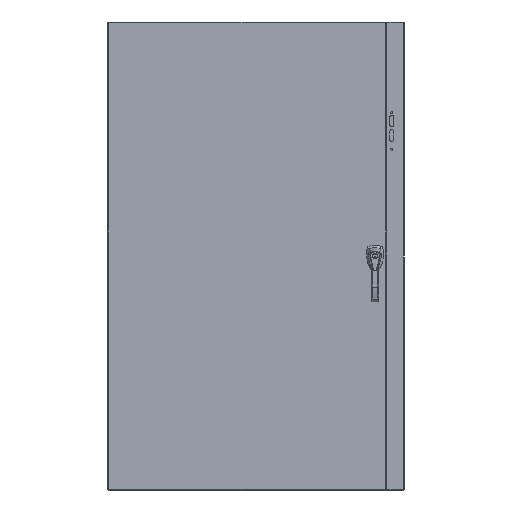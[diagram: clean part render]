
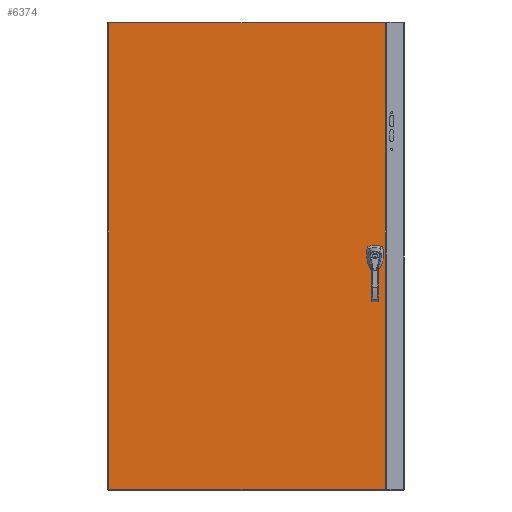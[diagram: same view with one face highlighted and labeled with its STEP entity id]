
A CAD part, front view. The second image highlights one B-rep face of the part: STEP entity #6374.
In plain terms, the highlighted planar face has unit normal (0, -1, 0).
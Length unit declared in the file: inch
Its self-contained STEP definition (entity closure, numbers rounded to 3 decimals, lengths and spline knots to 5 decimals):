
#812 = DIRECTION ( 'NONE',  ( 0., 0., -1. ) ) ;
#853 = EDGE_LOOP ( 'NONE', ( #74005, #66303, #74677, #72766, #30402, #113933, #86805, #23783 ) ) ;
#974 = CARTESIAN_POINT ( 'NONE',  ( 14.8585, -12.837, -0.2315 ) ) ;
#1507 = DIRECTION ( 'NONE',  ( 0., -1., 0. ) ) ;
#1750 = EDGE_CURVE ( 'NONE', #36932, #35261, #80353, .T. ) ;
#3524 = VERTEX_POINT ( 'NONE', #87486 ) ;
#6374 = ADVANCED_FACE ( 'NONE', ( #100745, #107168, #65282 ), #98463, .T. ) ;
#8039 = EDGE_CURVE ( 'NONE', #33660, #101838, #56085, .T. ) ;
#9083 = DIRECTION ( 'NONE',  ( 0., 0., 1. ) ) ;
#9348 = EDGE_CURVE ( 'NONE', #35261, #69941, #100805, .T. ) ;
#10148 = EDGE_LOOP ( 'NONE', ( #99713, #50553, #18562, #74582 ) ) ;
#10953 = VECTOR ( 'NONE', #63715, 39.37008 ) ;
#11944 = EDGE_CURVE ( 'NONE', #56581, #14436, #96219, .T. ) ;
#11964 = VERTEX_POINT ( 'NONE', #974 ) ;
#14436 = VERTEX_POINT ( 'NONE', #114248 ) ;
#15068 = AXIS2_PLACEMENT_3D ( 'NONE', #43091, #63388, #97118 ) ;
#16865 = CARTESIAN_POINT ( 'NONE',  ( 15.485, -12.837, 0.395 ) ) ;
#18562 = ORIENTED_EDGE ( 'NONE', *, *, #34481, .T. ) ;
#18880 = DIRECTION ( 'NONE',  ( 0., 0., -1. ) ) ;
#20752 = CARTESIAN_POINT ( 'NONE',  ( -18.888, -12.837, -29.877 ) ) ;
#21378 = EDGE_LOOP ( 'NONE', ( #23555 ) ) ;
#21455 = CARTESIAN_POINT ( 'NONE',  ( 15.485, -12.837, 0.395 ) ) ;
#22217 = CARTESIAN_POINT ( 'NONE',  ( 15.023, -12.837, -0.396 ) ) ;
#22563 = LINE ( 'NONE', #58009, #81563 ) ;
#23555 = ORIENTED_EDGE ( 'NONE', *, *, #93499, .T. ) ;
#23783 = ORIENTED_EDGE ( 'NONE', *, *, #76128, .T. ) ;
#27979 = VERTEX_POINT ( 'NONE', #22217 ) ;
#30402 = ORIENTED_EDGE ( 'NONE', *, *, #1750, .T. ) ;
#31123 = LINE ( 'NONE', #64816, #41992 ) ;
#31816 = CARTESIAN_POINT ( 'NONE',  ( 16.5835, -12.837, 29.876 ) ) ;
#31863 = DIRECTION ( 'NONE',  ( 0., 0., -1. ) ) ;
#32155 = LINE ( 'NONE', #69830, #45663 ) ;
#33660 = VERTEX_POINT ( 'NONE', #56347 ) ;
#34481 = EDGE_CURVE ( 'NONE', #14436, #70789, #22563, .T. ) ;
#34623 = CARTESIAN_POINT ( 'NONE',  ( -18.888, -12.837, 29.876 ) ) ;
#35261 = VERTEX_POINT ( 'NONE', #61726 ) ;
#36932 = VERTEX_POINT ( 'NONE', #51534 ) ;
#41992 = VECTOR ( 'NONE', #66524, 39.37008 ) ;
#43091 = CARTESIAN_POINT ( 'NONE',  ( 15.254, -12.837, -1.3385 ) ) ;
#43256 = VECTOR ( 'NONE', #56692, 39.37008 ) ;
#45599 = CARTESIAN_POINT ( 'NONE',  ( -18.888, -12.837, -29.877 ) ) ;
#45663 = VECTOR ( 'NONE', #76313, 39.37008 ) ;
#46127 = CARTESIAN_POINT ( 'NONE',  ( 14.8585, -12.837, 0.2305 ) ) ;
#47359 = EDGE_CURVE ( 'NONE', #70789, #93593, #31123, .T. ) ;
#48792 = DIRECTION ( 'NONE',  ( 0.707, 0., -0.707 ) ) ;
#50553 = ORIENTED_EDGE ( 'NONE', *, *, #11944, .T. ) ;
#51495 = EDGE_CURVE ( 'NONE', #101838, #3524, #53477, .T. ) ;
#51534 = CARTESIAN_POINT ( 'NONE',  ( 15.6495, -12.837, 0.2305 ) ) ;
#53247 = CARTESIAN_POINT ( 'NONE',  ( 15.485, -12.837, -0.396 ) ) ;
#53477 = LINE ( 'NONE', #16865, #90843 ) ;
#54225 = CARTESIAN_POINT ( 'NONE',  ( 15.6495, -12.837, -0.2315 ) ) ;
#56085 = LINE ( 'NONE', #100220, #74868 ) ;
#56347 = CARTESIAN_POINT ( 'NONE',  ( 14.8585, -12.837, 0.2305 ) ) ;
#56581 = VERTEX_POINT ( 'NONE', #31816 ) ;
#56671 = DIRECTION ( 'NONE',  ( 0.707, 0., 0.707 ) ) ;
#56692 = DIRECTION ( 'NONE',  ( -0.707, 0., -0.707 ) ) ;
#58009 = CARTESIAN_POINT ( 'NONE',  ( -18.888, -12.837, -29.877 ) ) ;
#61726 = CARTESIAN_POINT ( 'NONE',  ( 15.6495, -12.837, -0.2315 ) ) ;
#62455 = LINE ( 'NONE', #106045, #83545 ) ;
#63388 = DIRECTION ( 'NONE',  ( 0., 1., 0. ) ) ;
#63715 = DIRECTION ( 'NONE',  ( -0.707, 0., 0.707 ) ) ;
#64816 = CARTESIAN_POINT ( 'NONE',  ( -18.888, -12.837, -29.877 ) ) ;
#65282 = FACE_BOUND ( 'NONE', #21378, .T. ) ;
#65817 = LINE ( 'NONE', #46127, #90380 ) ;
#66303 = ORIENTED_EDGE ( 'NONE', *, *, #8039, .T. ) ;
#66524 = DIRECTION ( 'NONE',  ( 1., 0., 0. ) ) ;
#69830 = CARTESIAN_POINT ( 'NONE',  ( 15.023, -12.837, -0.396 ) ) ;
#69941 = VERTEX_POINT ( 'NONE', #53247 ) ;
#70789 = VERTEX_POINT ( 'NONE', #20752 ) ;
#72766 = ORIENTED_EDGE ( 'NONE', *, *, #110718, .T. ) ;
#74005 = ORIENTED_EDGE ( 'NONE', *, *, #107376, .T. ) ;
#74582 = ORIENTED_EDGE ( 'NONE', *, *, #47359, .T. ) ;
#74677 = ORIENTED_EDGE ( 'NONE', *, *, #51495, .T. ) ;
#74868 = VECTOR ( 'NONE', #56671, 39.37008 ) ;
#76128 = EDGE_CURVE ( 'NONE', #27979, #11964, #114931, .T. ) ;
#76313 = DIRECTION ( 'NONE',  ( -1., 0., 0. ) ) ;
#76922 = CARTESIAN_POINT ( 'NONE',  ( 15.023, -12.837, 0.395 ) ) ;
#78052 = CIRCLE ( 'NONE', #15068, 0.167 ) ;
#80150 = CARTESIAN_POINT ( 'NONE',  ( 15.254, -12.837, -1.5055 ) ) ;
#80272 = CARTESIAN_POINT ( 'NONE',  ( 16.5835, -12.837, -29.877 ) ) ;
#80353 = LINE ( 'NONE', #54225, #108585 ) ;
#81563 = VECTOR ( 'NONE', #31863, 39.37008 ) ;
#83048 = LINE ( 'NONE', #21455, #105776 ) ;
#83545 = VECTOR ( 'NONE', #9083, 39.37008 ) ;
#83942 = CARTESIAN_POINT ( 'NONE',  ( 15.6495, -12.837, -0.2315 ) ) ;
#86805 = ORIENTED_EDGE ( 'NONE', *, *, #89110, .T. ) ;
#87486 = CARTESIAN_POINT ( 'NONE',  ( 15.485, -12.837, 0.395 ) ) ;
#88653 = DIRECTION ( 'NONE',  ( -1., 0., 0. ) ) ;
#89110 = EDGE_CURVE ( 'NONE', #69941, #27979, #32155, .T. ) ;
#90380 = VECTOR ( 'NONE', #98993, 39.37008 ) ;
#90843 = VECTOR ( 'NONE', #114476, 39.37008 ) ;
#93499 = EDGE_CURVE ( 'NONE', #105704, #105704, #78052, .T. ) ;
#93593 = VERTEX_POINT ( 'NONE', #80272 ) ;
#96219 = LINE ( 'NONE', #34623, #99639 ) ;
#97118 = DIRECTION ( 'NONE',  ( 0., 0., -1. ) ) ;
#98463 = PLANE ( 'NONE',  #109560 ) ;
#98993 = DIRECTION ( 'NONE',  ( 0., 0., 1. ) ) ;
#99639 = VECTOR ( 'NONE', #88653, 39.37008 ) ;
#99713 = ORIENTED_EDGE ( 'NONE', *, *, #111057, .T. ) ;
#100220 = CARTESIAN_POINT ( 'NONE',  ( 15.023, -12.837, 0.395 ) ) ;
#100745 = FACE_OUTER_BOUND ( 'NONE', #10148, .T. ) ;
#100805 = LINE ( 'NONE', #83942, #43256 ) ;
#101838 = VERTEX_POINT ( 'NONE', #76922 ) ;
#105704 = VERTEX_POINT ( 'NONE', #80150 ) ;
#105776 = VECTOR ( 'NONE', #48792, 39.37008 ) ;
#106045 = CARTESIAN_POINT ( 'NONE',  ( 16.5835, -12.837, -29.877 ) ) ;
#107168 = FACE_BOUND ( 'NONE', #853, .T. ) ;
#107376 = EDGE_CURVE ( 'NONE', #11964, #33660, #65817, .T. ) ;
#108585 = VECTOR ( 'NONE', #812, 39.37008 ) ;
#109048 = CARTESIAN_POINT ( 'NONE',  ( 14.8585, -12.837, -0.2315 ) ) ;
#109560 = AXIS2_PLACEMENT_3D ( 'NONE', #45599, #1507, #18880 ) ;
#110718 = EDGE_CURVE ( 'NONE', #3524, #36932, #83048, .T. ) ;
#111057 = EDGE_CURVE ( 'NONE', #93593, #56581, #62455, .T. ) ;
#113933 = ORIENTED_EDGE ( 'NONE', *, *, #9348, .T. ) ;
#114248 = CARTESIAN_POINT ( 'NONE',  ( -18.888, -12.837, 29.876 ) ) ;
#114476 = DIRECTION ( 'NONE',  ( 1., 0., 0. ) ) ;
#114931 = LINE ( 'NONE', #109048, #10953 ) ;
